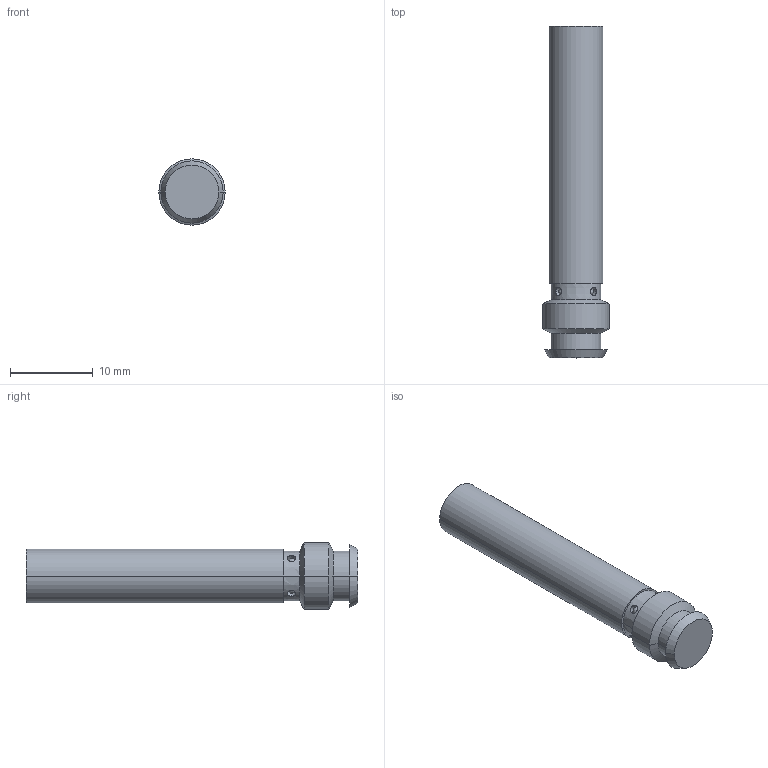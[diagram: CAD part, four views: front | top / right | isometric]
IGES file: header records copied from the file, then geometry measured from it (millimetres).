
Start section:  PTC IGES file: dw-as-623-065-124.igs
Global section: file name: dw-as-623-065-124.igs; native system:  by Parametric Technology Corporation; preprocessor: 2010230; organization: Unknown; date: 20110223.093839; units: millimetre
Bounding box: 8 x 40 x 8 mm (x, y, z)
Volume: 1368.6 mm3; surface area: 957.1 mm2
Topology: 1 solids, 1 shells, 30 faces, 66 edges, 36 vertices
Faces by surface type: revolution 26, bspline 4
